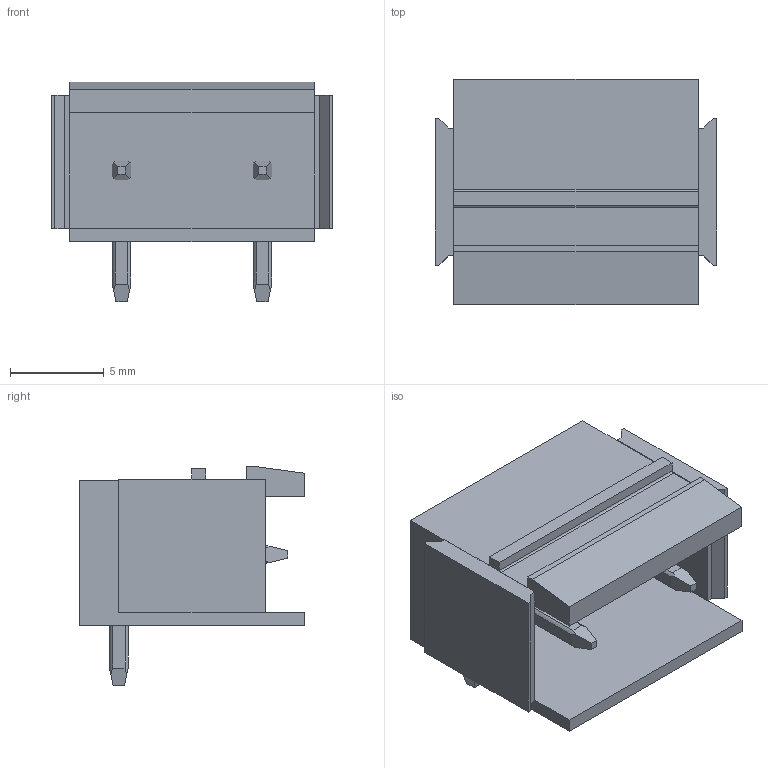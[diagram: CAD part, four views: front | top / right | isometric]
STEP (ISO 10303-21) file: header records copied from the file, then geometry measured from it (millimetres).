
FILE_DESCRIPTION(('CATIA V5 STEP Exchange','CAx-IF Rec.Pracs.--- Model Styling and Organization---1.2---2011-12-15'),'2;1');
FILE_NAME ('D1453810_0_1628470000_1628470000.stp','2018-10-29T04:14:50+00:00',('none'),('Weidmueller'),'CATIA Version 5-6 Release 2014','CATIA V5 STEP AP214','none');
FILE_SCHEMA(('AUTOMOTIVE_DESIGN { 1 0 10303 214 1 1 1 1 }'));
Length unit declared in the file: millimetre
Products named in the file (1): 1628470000
Bounding box: 15 x 12 x 11.7 mm (x, y, z)
Volume: 679.2 mm3; surface area: 1223.2 mm2
Topology: 3 solids, 3 shells, 123 faces, 323 edges, 206 vertices
Faces by surface type: plane 89, cylinder 34
Entity records: 3415 total; most frequent: CARTESIAN_POINT 732, ORIENTED_EDGE 646, DIRECTION 393, EDGE_CURVE 317, VECTOR 233, LINE 233, VERTEX_POINT 198, EDGE_LOOP 127
